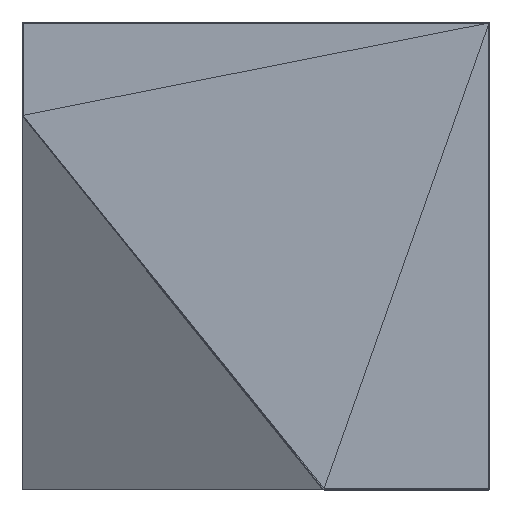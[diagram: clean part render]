
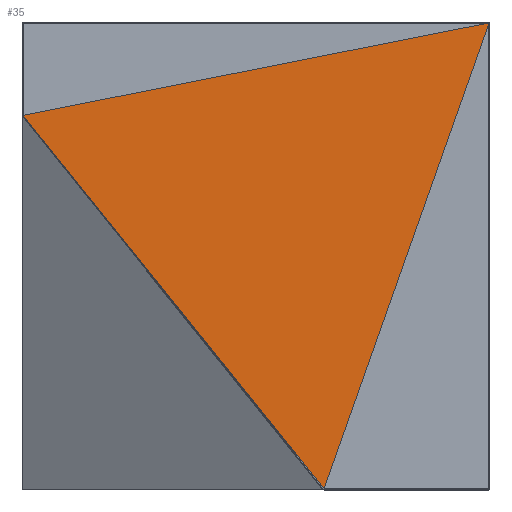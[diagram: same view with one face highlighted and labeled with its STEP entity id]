
A CAD part, left-side view. The second image highlights one B-rep face of the part: STEP entity #35.
In plain terms, the highlighted free-form (B-spline) face has degree [1, 1] with [2, 2] control points.
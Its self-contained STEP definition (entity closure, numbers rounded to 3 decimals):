
#35=ADVANCED_FACE('',(#343),#3018,.T.);
#343=FACE_OUTER_BOUND('',#651,.T.);
#651=EDGE_LOOP('',(#981,#982,#983));
#981=ORIENTED_EDGE('',*,*,#1873,.F.);
#982=ORIENTED_EDGE('',*,*,#1874,.T.);
#983=ORIENTED_EDGE('',*,*,#1886,.F.);
#1873=EDGE_CURVE('',#2796,#2798,#2335,.T.);
#1874=EDGE_CURVE('',#2796,#2799,#2336,.T.);
#1886=EDGE_CURVE('',#2798,#2799,#2348,.T.);
#2335=B_SPLINE_CURVE_WITH_KNOTS('',1,(#4619,#4620),.UNSPECIFIED.,.F.,.F.,
(2,2),(0.,1.),.UNSPECIFIED.);
#2336=B_SPLINE_CURVE_WITH_KNOTS('',1,(#4621,#4622),.UNSPECIFIED.,.F.,.F.,
(2,2),(0.,1.),.UNSPECIFIED.);
#2348=B_SPLINE_CURVE_WITH_KNOTS('',1,(#4645,#4646),.UNSPECIFIED.,.F.,.F.,
(2,2),(0.,1.),.UNSPECIFIED.);
#2796=VERTEX_POINT('',#4461);
#2798=VERTEX_POINT('',#4463);
#2799=VERTEX_POINT('',#4464);
#3018=B_SPLINE_SURFACE_WITH_KNOTS('',1,1,((#3438,#3439),(#3440,#3441)),
 .UNSPECIFIED.,.F.,.F.,.F.,(2,2),(2,2),(0.,475.219),(0.,456.686),
 .UNSPECIFIED.);
#3438=CARTESIAN_POINT('',(0.,159.522,1.));
#3439=CARTESIAN_POINT('',(0.,607.522,-87.647));
#3440=CARTESIAN_POINT('',(0.,1.,449.));
#3441=CARTESIAN_POINT('',(0.,449.,360.353));
#4461=CARTESIAN_POINT('',(0.,1.,449.));
#4463=CARTESIAN_POINT('',(0.,159.522,1.));
#4464=CARTESIAN_POINT('',(0.,449.,360.353));
#4619=CARTESIAN_POINT('',(0.,1.,449.));
#4620=CARTESIAN_POINT('',(0.,159.522,1.));
#4621=CARTESIAN_POINT('',(0.,1.,449.));
#4622=CARTESIAN_POINT('',(0.,449.,360.353));
#4645=CARTESIAN_POINT('',(0.,159.522,1.));
#4646=CARTESIAN_POINT('',(0.,449.,360.353));
